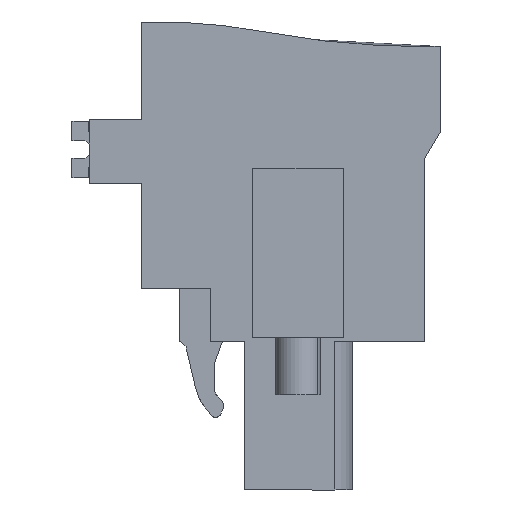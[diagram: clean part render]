
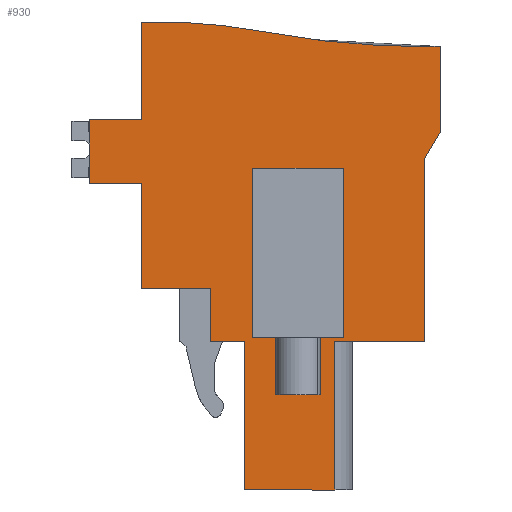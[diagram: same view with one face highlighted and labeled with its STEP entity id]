
A CAD part, left-side view. The second image highlights one B-rep face of the part: STEP entity #930.
In plain terms, the highlighted planar face has unit normal (-1, 0, 0).
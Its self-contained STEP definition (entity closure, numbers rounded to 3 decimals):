
#772=AXIS2_PLACEMENT_3D('Plane Axis2P3D',#769,#770,#771) ;
#785=AXIS2_PLACEMENT_3D('Circle Axis2P3D',#783,#784,$) ;
#792=AXIS2_PLACEMENT_3D('Circle Axis2P3D',#790,#791,$) ;
#49=CARTESIAN_POINT('Vertex',(4.9,12.85,8.35)) ;
#52=CARTESIAN_POINT('Line Origine',(4.9,12.85,9.825)) ;
#56=CARTESIAN_POINT('Vertex',(4.9,12.85,11.3)) ;
#686=CARTESIAN_POINT('Vertex',(4.9,10.937,8.35)) ;
#689=CARTESIAN_POINT('Line Origine',(4.9,11.893,8.35)) ;
#769=CARTESIAN_POINT('Axis2P3D Location',(4.9,3.817,22.4)) ;
#774=CARTESIAN_POINT('Line Origine',(4.9,0.,22.459)) ;
#778=CARTESIAN_POINT('Vertex',(4.9,0.,20.059)) ;
#780=CARTESIAN_POINT('Vertex',(4.9,0.,24.859)) ;
#783=CARTESIAN_POINT('Axis2P3D Location',(4.9,0.92,72.85)) ;
#787=CARTESIAN_POINT('Vertex',(4.9,9.844,25.687)) ;
#790=CARTESIAN_POINT('Axis2P3D Location',(4.9,15.85,-6.057)) ;
#794=CARTESIAN_POINT('Vertex',(4.9,16.75,26.237)) ;
#797=CARTESIAN_POINT('Line Origine',(4.9,16.75,23.494)) ;
#801=CARTESIAN_POINT('Vertex',(4.9,16.75,20.75)) ;
#804=CARTESIAN_POINT('Line Origine',(4.9,18.2,20.75)) ;
#808=CARTESIAN_POINT('Vertex',(4.9,19.65,20.75)) ;
#811=CARTESIAN_POINT('Line Origine',(4.9,19.65,18.975)) ;
#815=CARTESIAN_POINT('Vertex',(4.9,19.65,17.2)) ;
#818=CARTESIAN_POINT('Line Origine',(4.9,18.2,17.2)) ;
#822=CARTESIAN_POINT('Vertex',(4.9,16.75,17.2)) ;
#825=CARTESIAN_POINT('Line Origine',(4.9,16.75,14.25)) ;
#829=CARTESIAN_POINT('Vertex',(4.9,16.75,11.3)) ;
#832=CARTESIAN_POINT('Line Origine',(4.9,14.8,11.3)) ;
#837=CARTESIAN_POINT('Line Origine',(4.9,10.937,4.175)) ;
#841=CARTESIAN_POINT('Vertex',(4.9,10.937,0.)) ;
#844=CARTESIAN_POINT('Line Origine',(4.9,8.414,0.)) ;
#848=CARTESIAN_POINT('Vertex',(4.9,5.891,0.)) ;
#851=CARTESIAN_POINT('Line Origine',(4.9,5.891,4.175)) ;
#855=CARTESIAN_POINT('Vertex',(4.9,5.891,8.35)) ;
#858=CARTESIAN_POINT('Line Origine',(4.9,3.396,8.35)) ;
#862=CARTESIAN_POINT('Vertex',(4.9,0.9,8.35)) ;
#865=CARTESIAN_POINT('Line Origine',(4.9,0.9,13.425)) ;
#869=CARTESIAN_POINT('Vertex',(4.9,0.9,18.5)) ;
#872=CARTESIAN_POINT('Line Origine',(4.9,0.45,19.279)) ;
#896=CARTESIAN_POINT('Line Origine',(4.9,7.964,8.55)) ;
#900=CARTESIAN_POINT('Vertex',(4.9,10.514,8.55)) ;
#902=CARTESIAN_POINT('Vertex',(4.9,5.414,8.55)) ;
#905=CARTESIAN_POINT('Line Origine',(4.9,10.514,13.3)) ;
#909=CARTESIAN_POINT('Vertex',(4.9,10.514,18.05)) ;
#912=CARTESIAN_POINT('Line Origine',(4.9,7.964,18.05)) ;
#916=CARTESIAN_POINT('Vertex',(4.9,5.414,18.05)) ;
#919=CARTESIAN_POINT('Line Origine',(4.9,5.414,13.3)) ;
#53=DIRECTION('Vector Direction',(0.,0.,1.)) ;
#690=DIRECTION('Vector Direction',(0.,1.,0.)) ;
#770=DIRECTION('Axis2P3D Direction',(1.,0.,0.)) ;
#771=DIRECTION('Axis2P3D XDirection',(0.,1.,0.)) ;
#775=DIRECTION('Vector Direction',(0.,0.,1.)) ;
#784=DIRECTION('Axis2P3D Direction',(1.,0.,0.)) ;
#791=DIRECTION('Axis2P3D Direction',(1.,0.,0.)) ;
#798=DIRECTION('Vector Direction',(0.,0.,1.)) ;
#805=DIRECTION('Vector Direction',(0.,-1.,0.)) ;
#812=DIRECTION('Vector Direction',(0.,0.,1.)) ;
#819=DIRECTION('Vector Direction',(0.,1.,0.)) ;
#826=DIRECTION('Vector Direction',(0.,0.,1.)) ;
#833=DIRECTION('Vector Direction',(0.,-1.,0.)) ;
#838=DIRECTION('Vector Direction',(0.,0.,-1.)) ;
#845=DIRECTION('Vector Direction',(0.,-1.,0.)) ;
#852=DIRECTION('Vector Direction',(0.,0.,-1.)) ;
#859=DIRECTION('Vector Direction',(0.,1.,0.)) ;
#866=DIRECTION('Vector Direction',(0.,0.,-1.)) ;
#873=DIRECTION('Vector Direction',(0.,-0.5,0.866)) ;
#897=DIRECTION('Vector Direction',(0.,-1.,0.)) ;
#906=DIRECTION('Vector Direction',(0.,0.,-1.)) ;
#913=DIRECTION('Vector Direction',(0.,-1.,0.)) ;
#920=DIRECTION('Vector Direction',(0.,0.,-1.)) ;
#54=VECTOR('Line Direction',#53,1.) ;
#691=VECTOR('Line Direction',#690,1.) ;
#776=VECTOR('Line Direction',#775,1.) ;
#799=VECTOR('Line Direction',#798,1.) ;
#806=VECTOR('Line Direction',#805,1.) ;
#813=VECTOR('Line Direction',#812,1.) ;
#820=VECTOR('Line Direction',#819,1.) ;
#827=VECTOR('Line Direction',#826,1.) ;
#834=VECTOR('Line Direction',#833,1.) ;
#839=VECTOR('Line Direction',#838,1.) ;
#846=VECTOR('Line Direction',#845,1.) ;
#853=VECTOR('Line Direction',#852,1.) ;
#860=VECTOR('Line Direction',#859,1.) ;
#867=VECTOR('Line Direction',#866,1.) ;
#874=VECTOR('Line Direction',#873,1.) ;
#898=VECTOR('Line Direction',#897,1.) ;
#907=VECTOR('Line Direction',#906,1.) ;
#914=VECTOR('Line Direction',#913,1.) ;
#921=VECTOR('Line Direction',#920,1.) ;
#878=ORIENTED_EDGE('',*,*,#782,.T.) ;
#879=ORIENTED_EDGE('',*,*,#789,.T.) ;
#880=ORIENTED_EDGE('',*,*,#796,.F.) ;
#881=ORIENTED_EDGE('',*,*,#803,.F.) ;
#882=ORIENTED_EDGE('',*,*,#810,.F.) ;
#883=ORIENTED_EDGE('',*,*,#817,.F.) ;
#884=ORIENTED_EDGE('',*,*,#824,.F.) ;
#885=ORIENTED_EDGE('',*,*,#831,.F.) ;
#886=ORIENTED_EDGE('',*,*,#836,.T.) ;
#887=ORIENTED_EDGE('',*,*,#58,.F.) ;
#888=ORIENTED_EDGE('',*,*,#693,.F.) ;
#889=ORIENTED_EDGE('',*,*,#843,.T.) ;
#890=ORIENTED_EDGE('',*,*,#850,.T.) ;
#891=ORIENTED_EDGE('',*,*,#857,.F.) ;
#892=ORIENTED_EDGE('',*,*,#864,.F.) ;
#893=ORIENTED_EDGE('',*,*,#871,.F.) ;
#894=ORIENTED_EDGE('',*,*,#876,.T.) ;
#925=ORIENTED_EDGE('',*,*,#904,.F.) ;
#926=ORIENTED_EDGE('',*,*,#911,.F.) ;
#927=ORIENTED_EDGE('',*,*,#918,.F.) ;
#928=ORIENTED_EDGE('',*,*,#923,.T.) ;
#929=FACE_BOUND('',#924,.T.) ;
#930=ADVANCED_FACE('HOUSING',(#895,#929),#773,.F.) ;
#786=CIRCLE('generated circle',#785,48.) ;
#793=CIRCLE('generated circle',#792,32.307) ;
#58=EDGE_CURVE('',#50,#57,#55,.T.) ;
#693=EDGE_CURVE('',#687,#50,#692,.T.) ;
#782=EDGE_CURVE('',#779,#781,#777,.T.) ;
#789=EDGE_CURVE('',#781,#788,#786,.T.) ;
#796=EDGE_CURVE('',#795,#788,#793,.T.) ;
#803=EDGE_CURVE('',#802,#795,#800,.T.) ;
#810=EDGE_CURVE('',#809,#802,#807,.T.) ;
#817=EDGE_CURVE('',#816,#809,#814,.T.) ;
#824=EDGE_CURVE('',#823,#816,#821,.T.) ;
#831=EDGE_CURVE('',#830,#823,#828,.T.) ;
#836=EDGE_CURVE('',#830,#57,#835,.T.) ;
#843=EDGE_CURVE('',#687,#842,#840,.T.) ;
#850=EDGE_CURVE('',#842,#849,#847,.T.) ;
#857=EDGE_CURVE('',#856,#849,#854,.T.) ;
#864=EDGE_CURVE('',#863,#856,#861,.T.) ;
#871=EDGE_CURVE('',#870,#863,#868,.T.) ;
#876=EDGE_CURVE('',#870,#779,#875,.T.) ;
#904=EDGE_CURVE('',#901,#903,#899,.T.) ;
#911=EDGE_CURVE('',#910,#901,#908,.T.) ;
#918=EDGE_CURVE('',#917,#910,#915,.F.) ;
#923=EDGE_CURVE('',#917,#903,#922,.T.) ;
#877=EDGE_LOOP('',(#878,#879,#880,#881,#882,#883,#884,#885,#886,#887,#888,#889,#890,#891,#892,#893,#894)) ;
#924=EDGE_LOOP('',(#925,#926,#927,#928)) ;
#895=FACE_OUTER_BOUND('',#877,.T.) ;
#55=LINE('Line',#52,#54) ;
#692=LINE('Line',#689,#691) ;
#777=LINE('Line',#774,#776) ;
#800=LINE('Line',#797,#799) ;
#807=LINE('Line',#804,#806) ;
#814=LINE('Line',#811,#813) ;
#821=LINE('Line',#818,#820) ;
#828=LINE('Line',#825,#827) ;
#835=LINE('Line',#832,#834) ;
#840=LINE('Line',#837,#839) ;
#847=LINE('Line',#844,#846) ;
#854=LINE('Line',#851,#853) ;
#861=LINE('Line',#858,#860) ;
#868=LINE('Line',#865,#867) ;
#875=LINE('Line',#872,#874) ;
#899=LINE('Line',#896,#898) ;
#908=LINE('Line',#905,#907) ;
#915=LINE('Line',#912,#914) ;
#922=LINE('Line',#919,#921) ;
#773=PLANE('',#772) ;
#50=VERTEX_POINT('',#49) ;
#57=VERTEX_POINT('',#56) ;
#687=VERTEX_POINT('',#686) ;
#779=VERTEX_POINT('',#778) ;
#781=VERTEX_POINT('',#780) ;
#788=VERTEX_POINT('',#787) ;
#795=VERTEX_POINT('',#794) ;
#802=VERTEX_POINT('',#801) ;
#809=VERTEX_POINT('',#808) ;
#816=VERTEX_POINT('',#815) ;
#823=VERTEX_POINT('',#822) ;
#830=VERTEX_POINT('',#829) ;
#842=VERTEX_POINT('',#841) ;
#849=VERTEX_POINT('',#848) ;
#856=VERTEX_POINT('',#855) ;
#863=VERTEX_POINT('',#862) ;
#870=VERTEX_POINT('',#869) ;
#901=VERTEX_POINT('',#900) ;
#903=VERTEX_POINT('',#902) ;
#910=VERTEX_POINT('',#909) ;
#917=VERTEX_POINT('',#916) ;
